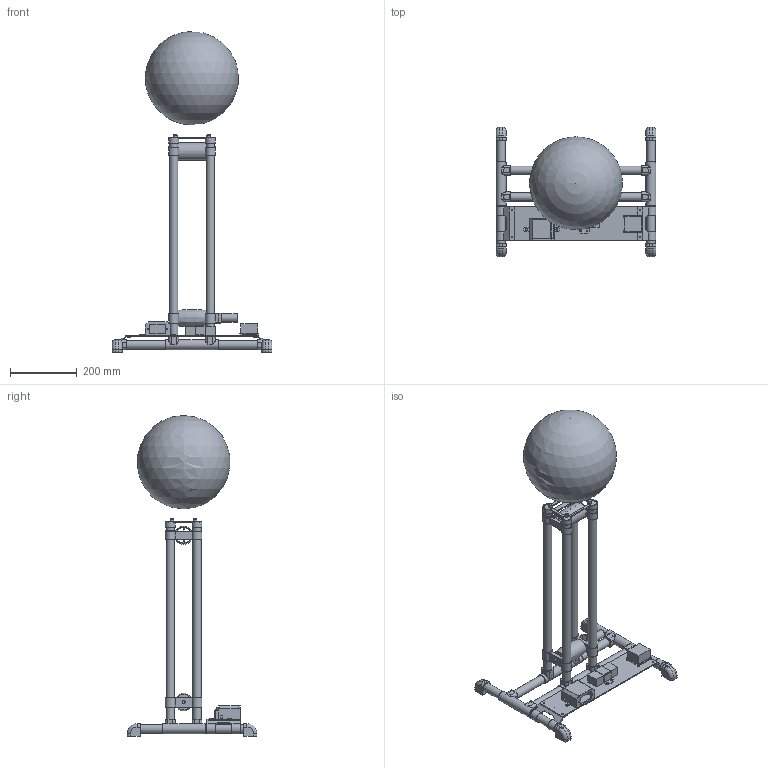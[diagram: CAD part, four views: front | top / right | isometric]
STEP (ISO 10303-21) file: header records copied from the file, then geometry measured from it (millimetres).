
FILE_DESCRIPTION(/* description */ (''),/* implementation_level */ '2;1');
FILE_NAME(/* name */ 'Generator.step',/* time_stamp */ '2024-08-15T23:42:48+02:00',/* author */ (''),/* organization */ (''),/* preprocessor_version */ 'ST-DEVELOPER v20',/* originating_system */ 'Autodesk Translation Framework v13.14.0.145',/* authorisation */ '');
FILE_SCHEMA (('AUTOMOTIVE_DESIGN { 1 0 10303 214 3 1 1 }'));
Length unit declared in the file: millimetre
Products named in the file (1): Generator
Bounding box: 480 x 390 x 963 mm (x, y, z)
Volume: 13080842.9 mm3; surface area: 1361348.9 mm2
Topology: 39 solids, 39 shells, 593 faces, 1419 edges, 930 vertices
Faces by surface type: plane 349, cylinder 220, torus 10, cone 10, bspline 3, sphere 1
Full cylindrical faces by diameter (mm): 2.4 x3, 3.1 x4, 3.5 x4, 4.2 x8, 4.4 x3, 5.2 x2, 5.5 x4, 8 x5, 8.2 x3, 9 x2, 10 x4, 14 x1, 16.6 x5, 21.8 x8, 22 x4, 22.1 x2, 22.2 x4, 24.85 x1, 25.1 x4, 25.4 x10, 25.45 x8, 25.5 x4, 25.8 x8, 26 x8, 30 x8, 46.2 x1, 52 x1, 54 x2
Entity records: 19034 total; most frequent: CARTESIAN_POINT 4641, DIRECTION 2967, ORIENTED_EDGE 2834, EDGE_CURVE 1417, AXIS2_PLACEMENT_3D 1038, VERTEX_POINT 930, LINE 891, VECTOR 891
